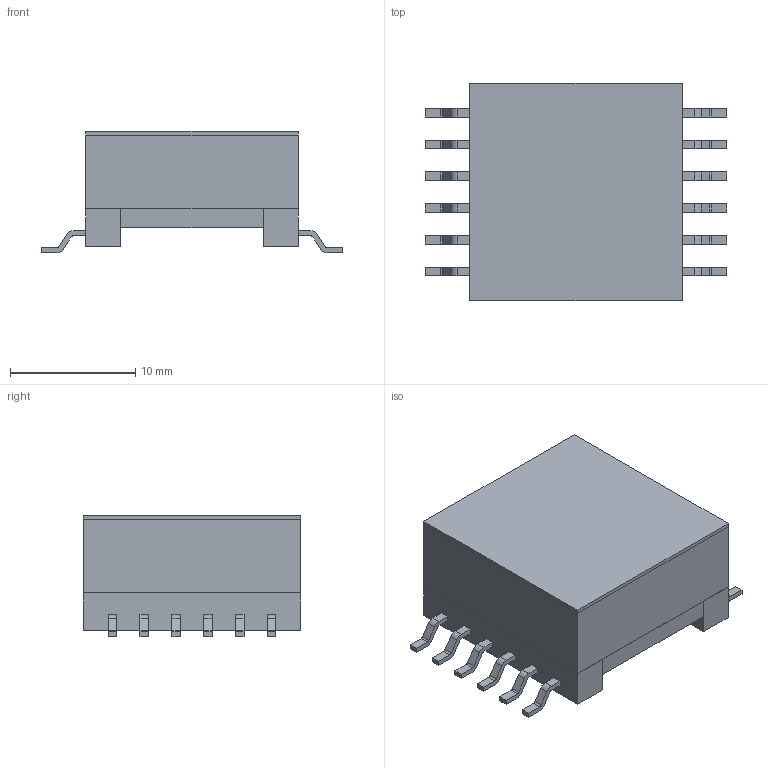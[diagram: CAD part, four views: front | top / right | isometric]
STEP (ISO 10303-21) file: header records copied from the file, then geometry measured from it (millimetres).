
FILE_DESCRIPTION((''),'2;1');
FILE_NAME('IND_COILCRAFT_HPH4.stp','2011-06-16T09:03:23',(''),(''),'Mechanical Desktop 2011','Mechanical Desktop 2011',', , ');
FILE_SCHEMA(('AUTOMOTIVE_DESIGN { 1 2 10303 214 1 1 1 1 }'));
Length unit declared in the file: millimetre
Products named in the file (1): Product
Bounding box: 24.13 x 17.4 x 9.7 mm (x, y, z)
Volume: 2438 mm3; surface area: 2648.4 mm2
Topology: 17 solids, 17 shells, 198 faces, 492 edges, 328 vertices
Faces by surface type: bspline 96, plane 78, cylinder 24
Entity records: 6207 total; most frequent: CARTESIAN_POINT 1643, ORIENTED_EDGE 984, DIRECTION 794, EDGE_CURVE 492, VECTOR 396, LINE 396, VERTEX_POINT 328, AXIS2_PLACEMENT_3D 199
